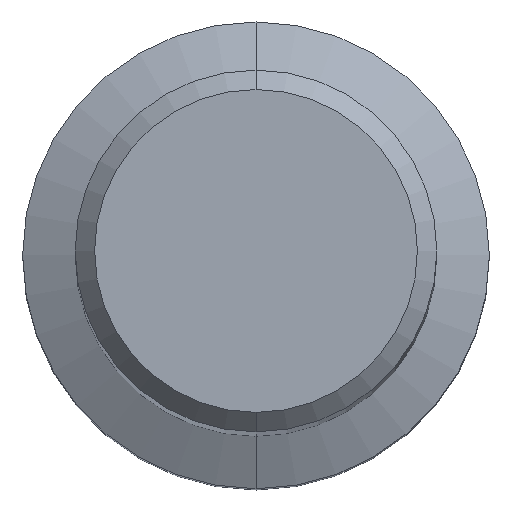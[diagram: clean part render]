
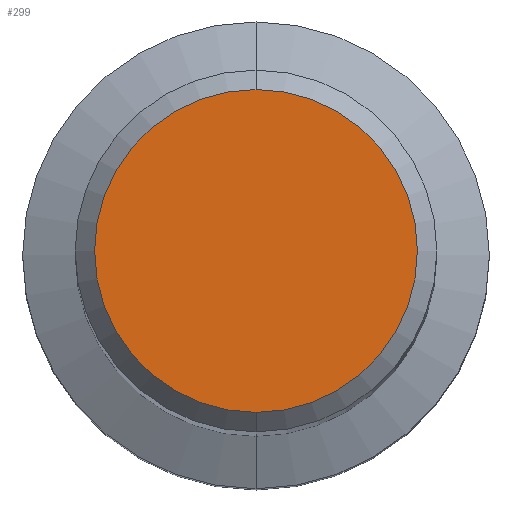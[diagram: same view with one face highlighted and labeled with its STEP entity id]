
A CAD part, top view. The second image highlights one B-rep face of the part: STEP entity #299.
In plain terms, the highlighted planar face has unit normal (0, 0, 1).
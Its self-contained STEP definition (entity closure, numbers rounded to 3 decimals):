
#299=ADVANCED_FACE('',(#661),#662,.T.);
#387=VERTEX_POINT('',#761);
#419=VERTEX_POINT('',#795);
#447=EDGE_CURVE('',#419,#387,#828,.T.);
#499=EDGE_CURVE('',#387,#419,#886,.T.);
#661=FACE_OUTER_BOUND('',#1194,.T.);
#662=PLANE('',#1195);
#761=CARTESIAN_POINT('',(0.,-4.15,0.0));
#795=CARTESIAN_POINT('',(0.0,4.15,0.0));
#828=CIRCLE('',#1509,4.15);
#886=CIRCLE('',#1597,4.15);
#1194=EDGE_LOOP('',(#1745,#1746));
#1195=AXIS2_PLACEMENT_3D('',#1747,#1748,#1749);
#1509=AXIS2_PLACEMENT_3D('',#1947,#1948,#1949);
#1597=AXIS2_PLACEMENT_3D('',#2013,#2014,#2015);
#1745=ORIENTED_EDGE('',*,*,#447,.F.);
#1746=ORIENTED_EDGE('',*,*,#499,.F.);
#1747=CARTESIAN_POINT('',(0.0,2.075,0.0));
#1748=DIRECTION('',(-0.0,0.0,1.0));
#1749=DIRECTION('',(0.0,-1.0,0.0));
#1947=CARTESIAN_POINT('',(0.0,0.0,0.0));
#1948=DIRECTION('',(0.0,0.0,-1.0));
#1949=DIRECTION('',(0.0,1.0,0.0));
#2013=CARTESIAN_POINT('',(0.0,0.0,0.0));
#2014=DIRECTION('',(0.0,0.0,-1.0));
#2015=DIRECTION('',(0.0,1.0,0.0));
